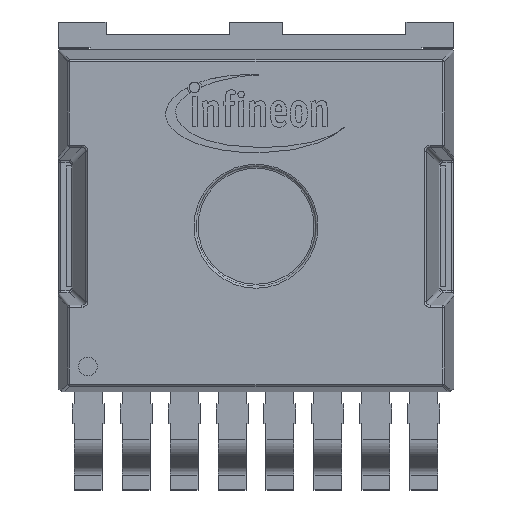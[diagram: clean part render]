
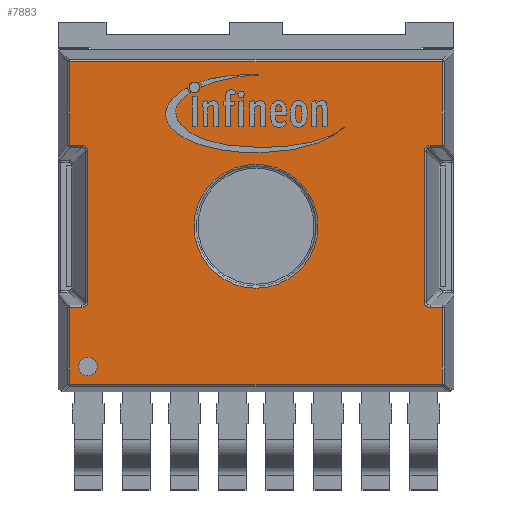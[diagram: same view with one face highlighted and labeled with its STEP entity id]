
A CAD part, top view. The second image highlights one B-rep face of the part: STEP entity #7883.
In plain terms, the highlighted planar face has unit normal (0, 0, 1).
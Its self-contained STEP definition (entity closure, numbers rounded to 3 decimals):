
#207=FACE_BOUND('',#981,.T.);
#238=ELLIPSE('',#8442,0.155,0.15);
#240=ELLIPSE('',#8447,0.155,0.15);
#255=ELLIPSE('',#8499,0.155,0.15);
#257=ELLIPSE('',#8504,0.155,0.15);
#522=FACE_OUTER_BOUND('',#980,.T.);
#980=EDGE_LOOP('',(#5518,#5519,#5520,#5521,#5522,#5523,#5524,#5525,#5526,
#5527,#5528,#5529,#5530,#5531,#5532,#5533));
#981=EDGE_LOOP('',(#5534));
#1414=CIRCLE('',#8523,1.55);
#1578=LINE('',#11317,#2431);
#1579=LINE('',#11352,#2432);
#1581=LINE('',#11387,#2434);
#1595=LINE('',#11421,#2448);
#1614=LINE('',#11614,#2467);
#1615=LINE('',#11649,#2468);
#1617=LINE('',#11684,#2470);
#1631=LINE('',#11718,#2484);
#1633=LINE('',#11737,#2486);
#1634=LINE('',#11738,#2487);
#1635=LINE('',#11740,#2488);
#1636=LINE('',#11741,#2489);
#2431=VECTOR('',#9155,10.);
#2432=VECTOR('',#9166,10.);
#2434=VECTOR('',#9178,10.);
#2448=VECTOR('',#9216,10.);
#2467=VECTOR('',#9305,10.);
#2468=VECTOR('',#9316,10.);
#2470=VECTOR('',#9328,10.);
#2484=VECTOR('',#9366,10.);
#2486=VECTOR('',#9390,10.);
#2487=VECTOR('',#9391,10.);
#2488=VECTOR('',#9392,10.);
#2489=VECTOR('',#9393,10.);
#3280=VERTEX_POINT('',#11311);
#3282=VERTEX_POINT('',#11315);
#3284=VERTEX_POINT('',#11344);
#3286=VERTEX_POINT('',#11350);
#3288=VERTEX_POINT('',#11380);
#3289=VERTEX_POINT('',#11385);
#3297=VERTEX_POINT('',#11420);
#3324=VERTEX_POINT('',#11608);
#3326=VERTEX_POINT('',#11612);
#3328=VERTEX_POINT('',#11641);
#3330=VERTEX_POINT('',#11647);
#3332=VERTEX_POINT('',#11677);
#3333=VERTEX_POINT('',#11682);
#3341=VERTEX_POINT('',#11717);
#3342=VERTEX_POINT('',#11722);
#3347=VERTEX_POINT('',#11736);
#3348=VERTEX_POINT('',#11739);
#4080=EDGE_CURVE('',#3282,#3280,#1578,.T.);
#4082=EDGE_CURVE('',#3284,#3282,#238,.T.);
#4085=EDGE_CURVE('',#3286,#3284,#1579,.T.);
#4088=EDGE_CURVE('',#3288,#3286,#240,.T.);
#4091=EDGE_CURVE('',#3289,#3288,#1581,.T.);
#4108=EDGE_CURVE('',#3280,#3297,#1595,.T.);
#4152=EDGE_CURVE('',#3326,#3324,#1614,.T.);
#4154=EDGE_CURVE('',#3328,#3326,#255,.T.);
#4157=EDGE_CURVE('',#3330,#3328,#1615,.T.);
#4160=EDGE_CURVE('',#3332,#3330,#257,.T.);
#4163=EDGE_CURVE('',#3333,#3332,#1617,.T.);
#4180=EDGE_CURVE('',#3324,#3341,#1631,.T.);
#4182=EDGE_CURVE('',#3342,#3342,#1414,.T.);
#4189=EDGE_CURVE('',#3347,#3289,#1633,.T.);
#4190=EDGE_CURVE('',#3341,#3347,#1634,.T.);
#4191=EDGE_CURVE('',#3348,#3333,#1635,.T.);
#4192=EDGE_CURVE('',#3297,#3348,#1636,.T.);
#5518=ORIENTED_EDGE('',*,*,#4091,.F.);
#5519=ORIENTED_EDGE('',*,*,#4189,.F.);
#5520=ORIENTED_EDGE('',*,*,#4190,.F.);
#5521=ORIENTED_EDGE('',*,*,#4180,.F.);
#5522=ORIENTED_EDGE('',*,*,#4152,.F.);
#5523=ORIENTED_EDGE('',*,*,#4154,.F.);
#5524=ORIENTED_EDGE('',*,*,#4157,.F.);
#5525=ORIENTED_EDGE('',*,*,#4160,.F.);
#5526=ORIENTED_EDGE('',*,*,#4163,.F.);
#5527=ORIENTED_EDGE('',*,*,#4191,.F.);
#5528=ORIENTED_EDGE('',*,*,#4192,.F.);
#5529=ORIENTED_EDGE('',*,*,#4108,.F.);
#5530=ORIENTED_EDGE('',*,*,#4080,.F.);
#5531=ORIENTED_EDGE('',*,*,#4082,.F.);
#5532=ORIENTED_EDGE('',*,*,#4085,.F.);
#5533=ORIENTED_EDGE('',*,*,#4088,.F.);
#5534=ORIENTED_EDGE('',*,*,#4182,.F.);
#7558=PLANE('',#8530);
#7883=ADVANCED_FACE('',(#522,#207),#7558,.T.);
#8442=AXIS2_PLACEMENT_3D('',#11346,#9158,#9159);
#8447=AXIS2_PLACEMENT_3D('',#11382,#9170,#9171);
#8499=AXIS2_PLACEMENT_3D('',#11643,#9308,#9309);
#8504=AXIS2_PLACEMENT_3D('',#11679,#9320,#9321);
#8523=AXIS2_PLACEMENT_3D('',#11723,#9373,#9374);
#8530=AXIS2_PLACEMENT_3D('',#11735,#9388,#9389);
#9155=DIRECTION('',(1.,0.,0.));
#9158=DIRECTION('center_axis',(0.,0.,1.));
#9159=DIRECTION('ref_axis',(-0.707,-0.707,0.));
#9166=DIRECTION('',(0.,-1.,0.));
#9170=DIRECTION('center_axis',(0.,0.,1.));
#9171=DIRECTION('ref_axis',(-0.707,0.707,0.));
#9178=DIRECTION('',(-1.,0.,0.));
#9216=DIRECTION('',(0.,-1.,0.));
#9305=DIRECTION('',(-1.,0.,0.));
#9308=DIRECTION('center_axis',(0.,0.,1.));
#9309=DIRECTION('ref_axis',(0.707,0.707,0.));
#9316=DIRECTION('',(0.,1.,0.));
#9320=DIRECTION('center_axis',(0.,0.,1.));
#9321=DIRECTION('ref_axis',(0.707,-0.707,0.));
#9328=DIRECTION('',(1.,0.,0.));
#9366=DIRECTION('',(0.,1.,0.));
#9373=DIRECTION('center_axis',(0.,0.,1.));
#9374=DIRECTION('ref_axis',(-1.,0.,0.));
#9388=DIRECTION('center_axis',(0.,0.,1.));
#9389=DIRECTION('ref_axis',(1.,0.,0.));
#9390=DIRECTION('',(0.,-1.,0.));
#9391=DIRECTION('',(1.,0.,0.));
#9392=DIRECTION('',(0.,1.,0.));
#9393=DIRECTION('',(-1.,0.,0.));
#11311=CARTESIAN_POINT('',(4.654,-1.287,2.4));
#11315=CARTESIAN_POINT('',(4.351,-1.287,2.4));
#11317=CARTESIAN_POINT('',(2.29,-1.287,2.4));
#11344=CARTESIAN_POINT('',(4.203,-1.139,2.4));
#11346=CARTESIAN_POINT('Origin',(4.355,-1.135,2.4));
#11350=CARTESIAN_POINT('',(4.203,2.619,2.4));
#11352=CARTESIAN_POINT('',(4.203,1.633,2.4));
#11380=CARTESIAN_POINT('',(4.351,2.767,2.4));
#11382=CARTESIAN_POINT('Origin',(4.355,2.615,2.4));
#11385=CARTESIAN_POINT('',(4.654,2.767,2.4));
#11387=CARTESIAN_POINT('',(2.951,2.767,2.4));
#11420=CARTESIAN_POINT('',(4.654,-3.208,2.4));
#11421=CARTESIAN_POINT('',(4.654,-0.194,2.4));
#11608=CARTESIAN_POINT('',(-4.654,2.767,2.4));
#11612=CARTESIAN_POINT('',(-4.351,2.767,2.4));
#11614=CARTESIAN_POINT('',(-2.951,2.767,2.4));
#11641=CARTESIAN_POINT('',(-4.203,2.619,2.4));
#11643=CARTESIAN_POINT('Origin',(-4.355,2.615,2.4));
#11647=CARTESIAN_POINT('',(-4.203,-1.139,2.4));
#11649=CARTESIAN_POINT('',(-4.203,1.633,2.4));
#11677=CARTESIAN_POINT('',(-4.351,-1.287,2.4));
#11679=CARTESIAN_POINT('Origin',(-4.355,-1.135,2.4));
#11682=CARTESIAN_POINT('',(-4.654,-1.287,2.4));
#11684=CARTESIAN_POINT('',(-2.29,-1.287,2.4));
#11717=CARTESIAN_POINT('',(-4.654,4.854,2.4));
#11718=CARTESIAN_POINT('',(-4.654,1.944,2.4));
#11722=CARTESIAN_POINT('',(1.55,0.74,2.4));
#11723=CARTESIAN_POINT('Origin',(0.,0.74,2.4));
#11735=CARTESIAN_POINT('Origin',(0.,0.875,2.4));
#11736=CARTESIAN_POINT('',(4.654,4.854,2.4));
#11737=CARTESIAN_POINT('',(4.654,-0.194,2.4));
#11738=CARTESIAN_POINT('',(1.238,4.854,2.4));
#11739=CARTESIAN_POINT('',(-4.654,-3.208,2.4));
#11740=CARTESIAN_POINT('',(-4.654,1.944,2.4));
#11741=CARTESIAN_POINT('',(-1.238,-3.208,2.4));
